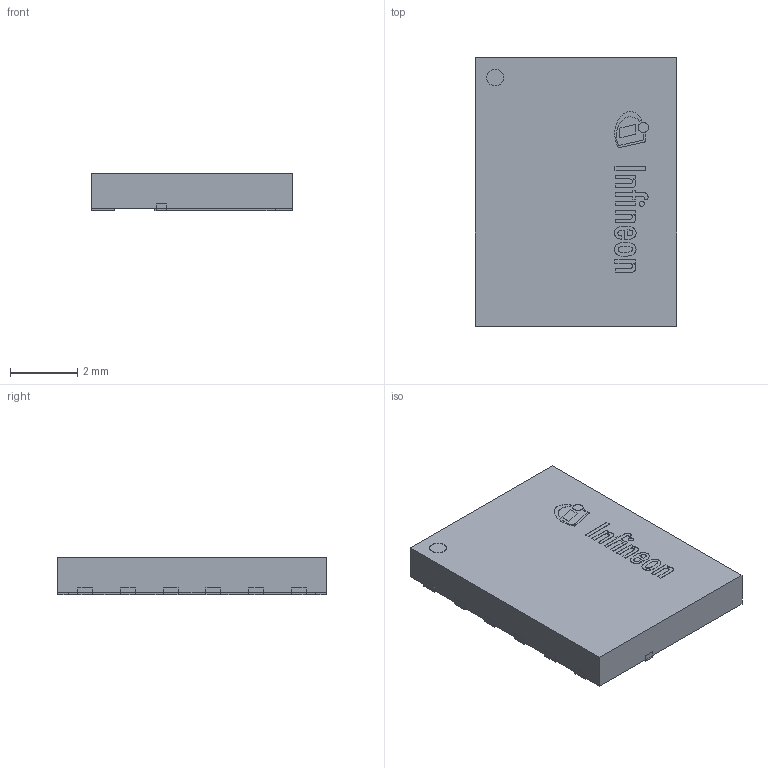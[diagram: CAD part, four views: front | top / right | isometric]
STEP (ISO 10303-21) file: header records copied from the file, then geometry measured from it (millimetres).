
FILE_DESCRIPTION(/* description */ (''),/* implementation_level */ '2;1');
FILE_NAME(/* name */ 'PG-TSON-12-1_Z8B00216030_V01_3D.stp',/* time_stamp */ '2023-03-24T14:30:21+05:00',/* author */ ('Subramani'),/* organization */ (''),/* preprocessor_version */ 'ST-DEVELOPER v16.13',/* originating_system */ 'AutoCAD Mechanical',/* authorisation */ '');
FILE_SCHEMA (('AUTOMOTIVE_DESIGN { 1 0 10303 214 3 1 1 }'));
Length unit declared in the file: millimetre
Products named in the file (1): Product
Bounding box: 6 x 8 x 1.11 mm (x, y, z)
Surface area: 200.2 mm2
Topology: 17 solids, 17 shells, 187 faces, 457 edges, 305 vertices
Faces by surface type: plane 164, bspline 18, cylinder 5
Full cylindrical faces by diameter (mm): 0.15 x1, 0.305 x1, 0.5 x2
Entity records: 5712 total; most frequent: CARTESIAN_POINT 1390, ORIENTED_EDGE 904, DIRECTION 766, EDGE_CURVE 452, LINE 406, VECTOR 406, VERTEX_POINT 304, EDGE_LOOP 196
